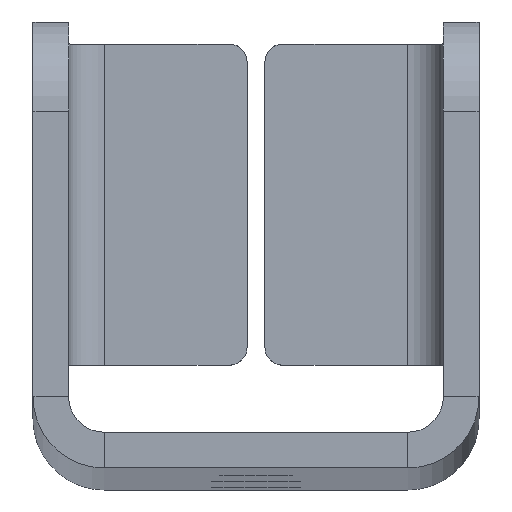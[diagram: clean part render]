
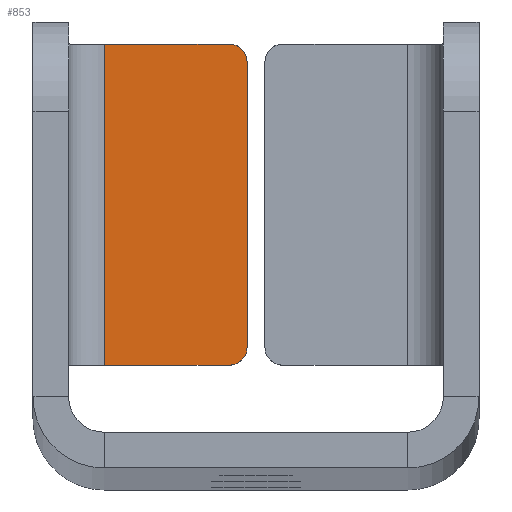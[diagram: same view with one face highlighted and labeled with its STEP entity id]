
A CAD part, top view. The second image highlights one B-rep face of the part: STEP entity #853.
In plain terms, the highlighted planar face has unit normal (0, 0, 1).
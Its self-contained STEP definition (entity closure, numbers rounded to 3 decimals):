
#28=PLANE('',#938);
#65=FACE_OUTER_BOUND('',#119,.T.);
#119=EDGE_LOOP('',(#617,#618,#619,#620,#621,#622));
#195=LINE('',#1356,#279);
#198=LINE('',#1362,#282);
#199=LINE('',#1364,#283);
#200=LINE('',#1366,#284);
#279=VECTOR('',#1072,10.);
#282=VECTOR('',#1077,3.);
#283=VECTOR('',#1078,10.);
#284=VECTOR('',#1079,3.);
#348=CIRCLE('',#936,1.);
#349=CIRCLE('',#939,1.);
#405=VERTEX_POINT('',#1349);
#406=VERTEX_POINT('',#1351);
#407=VERTEX_POINT('',#1355);
#409=VERTEX_POINT('',#1361);
#410=VERTEX_POINT('',#1363);
#411=VERTEX_POINT('',#1365);
#481=EDGE_CURVE('',#405,#406,#348,.T.);
#483=EDGE_CURVE('',#407,#406,#195,.T.);
#486=EDGE_CURVE('',#405,#409,#198,.T.);
#487=EDGE_CURVE('',#409,#410,#199,.T.);
#488=EDGE_CURVE('',#411,#410,#200,.T.);
#489=EDGE_CURVE('',#407,#411,#349,.T.);
#617=ORIENTED_EDGE('',*,*,#481,.F.);
#618=ORIENTED_EDGE('',*,*,#486,.T.);
#619=ORIENTED_EDGE('',*,*,#487,.T.);
#620=ORIENTED_EDGE('',*,*,#488,.F.);
#621=ORIENTED_EDGE('',*,*,#489,.F.);
#622=ORIENTED_EDGE('',*,*,#483,.T.);
#853=ADVANCED_FACE('',(#65),#28,.T.);
#936=AXIS2_PLACEMENT_3D('',#1352,#1067,#1068);
#938=AXIS2_PLACEMENT_3D('',#1360,#1075,#1076);
#939=AXIS2_PLACEMENT_3D('',#1367,#1080,#1081);
#1067=DIRECTION('center_axis',(0.,0.,
-1.));
#1068=DIRECTION('ref_axis',(0.707,0.707,0.));
#1072=DIRECTION('',(0.,1.,0.));
#1075=DIRECTION('center_axis',(0.,0.,
1.));
#1076=DIRECTION('ref_axis',(1.,0.,0.));
#1077=DIRECTION('',(-1.,0.,0.));
#1078=DIRECTION('',(0.,-1.,0.));
#1079=DIRECTION('',(-1.,0.,0.));
#1080=DIRECTION('center_axis',(0.,0.,
-1.));
#1081=DIRECTION('ref_axis',(0.707,-0.707,0.));
#1349=CARTESIAN_POINT('',(-1.5,25.,-713.));
#1351=CARTESIAN_POINT('',(-0.5,24.,-713.));
#1352=CARTESIAN_POINT('Origin',(-1.5,24.,-713.));
#1355=CARTESIAN_POINT('',(-0.5,8.,-713.));
#1356=CARTESIAN_POINT('',(-0.5,7.,-713.));
#1360=CARTESIAN_POINT('Origin',(-6.856,16.,-713.));
#1361=CARTESIAN_POINT('',(-8.5,25.,-713.));
#1362=CARTESIAN_POINT('',(-17.925,25.,-713.));
#1363=CARTESIAN_POINT('',(-8.5,7.,-713.));
#1364=CARTESIAN_POINT('',(-8.5,16.,-713.));
#1365=CARTESIAN_POINT('',(-1.5,7.,-713.));
#1366=CARTESIAN_POINT('',(-17.925,7.,-713.));
#1367=CARTESIAN_POINT('Origin',(-1.5,8.,-713.));
